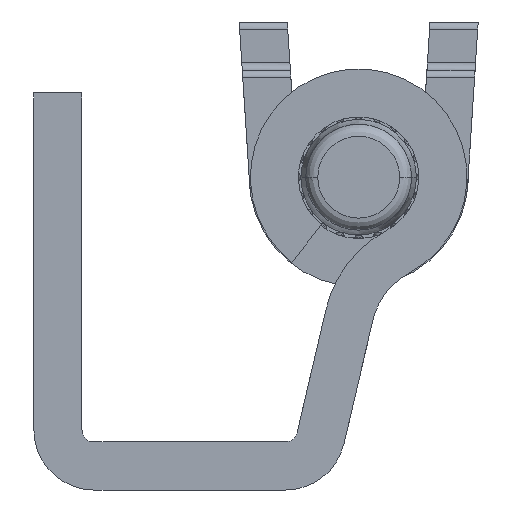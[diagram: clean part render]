
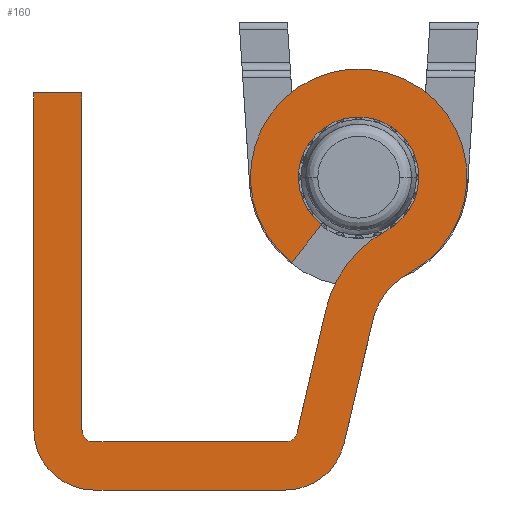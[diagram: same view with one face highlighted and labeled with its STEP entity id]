
A CAD part, front view. The second image highlights one B-rep face of the part: STEP entity #160.
In plain terms, the highlighted planar face has unit normal (0, -1, 0).
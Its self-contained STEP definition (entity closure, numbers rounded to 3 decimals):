
#160=ADVANCED_FACE('',(#314),#2621,.T.);
#314=FACE_OUTER_BOUND('',#472,.T.);
#472=EDGE_LOOP('',(#1248,#1249,#1250,#1251,#1252,#1253,#1254,#1255,#1256,
#1257,#1258,#1259,#1260,#1261,#1262,#1263));
#1248=ORIENTED_EDGE('',*,*,#1730,.F.);
#1249=ORIENTED_EDGE('',*,*,#1727,.F.);
#1250=ORIENTED_EDGE('',*,*,#1724,.F.);
#1251=ORIENTED_EDGE('',*,*,#1721,.F.);
#1252=ORIENTED_EDGE('',*,*,#1718,.F.);
#1253=ORIENTED_EDGE('',*,*,#1715,.F.);
#1254=ORIENTED_EDGE('',*,*,#1712,.F.);
#1255=ORIENTED_EDGE('',*,*,#1709,.F.);
#1256=ORIENTED_EDGE('',*,*,#1706,.F.);
#1257=ORIENTED_EDGE('',*,*,#1703,.F.);
#1258=ORIENTED_EDGE('',*,*,#1700,.F.);
#1259=ORIENTED_EDGE('',*,*,#1697,.F.);
#1260=ORIENTED_EDGE('',*,*,#1694,.F.);
#1261=ORIENTED_EDGE('',*,*,#1691,.F.);
#1262=ORIENTED_EDGE('',*,*,#1688,.F.);
#1263=ORIENTED_EDGE('',*,*,#1684,.F.);
#1684=EDGE_CURVE('',#2529,#2530,#2052,.T.);
#1688=EDGE_CURVE('',#2530,#2533,#2056,.T.);
#1691=EDGE_CURVE('',#2533,#2535,#2059,.T.);
#1694=EDGE_CURVE('',#2535,#2537,#2170,.T.);
#1697=EDGE_CURVE('',#2537,#2539,#2062,.T.);
#1700=EDGE_CURVE('',#2539,#2541,#2172,.T.);
#1703=EDGE_CURVE('',#2541,#2543,#2065,.T.);
#1706=EDGE_CURVE('',#2543,#2545,#2174,.T.);
#1709=EDGE_CURVE('',#2545,#2547,#2176,.T.);
#1712=EDGE_CURVE('',#2547,#2549,#2068,.T.);
#1715=EDGE_CURVE('',#2549,#2551,#2178,.T.);
#1718=EDGE_CURVE('',#2551,#2553,#2180,.T.);
#1721=EDGE_CURVE('',#2553,#2555,#2071,.T.);
#1724=EDGE_CURVE('',#2555,#2557,#2182,.T.);
#1727=EDGE_CURVE('',#2557,#2559,#2074,.T.);
#1730=EDGE_CURVE('',#2559,#2529,#2184,.T.);
#2052=B_SPLINE_CURVE_WITH_KNOTS('',1,(#5638,#5639),.UNSPECIFIED.,.F.,.F.,
(2,2),(-101.037,-87.037),.UNSPECIFIED.);
#2056=B_SPLINE_CURVE_WITH_KNOTS('',1,(#5646,#5647),.UNSPECIFIED.,.F.,.F.,
(2,2),(-87.037,-85.037),.UNSPECIFIED.);
#2059=B_SPLINE_CURVE_WITH_KNOTS('',1,(#5652,#5653),.UNSPECIFIED.,.F.,.F.,
(2,2),(-85.037,-71.119),.UNSPECIFIED.);
#2062=B_SPLINE_CURVE_WITH_KNOTS('',1,(#5666,#5667),.UNSPECIFIED.,.F.,.F.,
(2,2),(-67.215,-59.304),.UNSPECIFIED.);
#2065=B_SPLINE_CURVE_WITH_KNOTS('',1,(#5680,#5681),.UNSPECIFIED.,.F.,.F.,
(2,2),(-55.971,-50.656),.UNSPECIFIED.);
#2068=B_SPLINE_CURVE_WITH_KNOTS('',1,(#5702,#5703),.UNSPECIFIED.,.F.,.F.,
(2,2),(-35.201,-33.201),.UNSPECIFIED.);
#2071=B_SPLINE_CURVE_WITH_KNOTS('',1,(#5724,#5725),.UNSPECIFIED.,.F.,.F.,
(2,2),(-7.444,-2.066),.UNSPECIFIED.);
#2074=B_SPLINE_CURVE_WITH_KNOTS('',1,(#5738,#5739),.UNSPECIFIED.,.F.,.F.,
(2,2),(1.286,9.243),.UNSPECIFIED.);
#2170=TRIMMED_CURVE($,#2275,(#5659),(#5660),.T.,.CARTESIAN.);
#2172=TRIMMED_CURVE($,#2277,(#5673),(#5674),.T.,.CARTESIAN.);
#2174=TRIMMED_CURVE($,#2279,(#5687),(#5688),.T.,.CARTESIAN.);
#2176=TRIMMED_CURVE($,#2281,(#5695),(#5696),.T.,.CARTESIAN.);
#2178=TRIMMED_CURVE($,#2283,(#5709),(#5710),.T.,.CARTESIAN.);
#2180=TRIMMED_CURVE($,#2285,(#5717),(#5718),.T.,.CARTESIAN.);
#2182=TRIMMED_CURVE($,#2287,(#5731),(#5732),.T.,.CARTESIAN.);
#2184=TRIMMED_CURVE($,#2289,(#5745),(#5746),.T.,.CARTESIAN.);
#2275=CIRCLE('',#2918,0.5);
#2277=CIRCLE('',#2920,0.5);
#2279=CIRCLE('',#2922,5.001);
#2281=CIRCLE('',#2924,2.5);
#2283=CIRCLE('',#2926,4.5);
#2285=CIRCLE('',#2928,3.001);
#2287=CIRCLE('',#2930,2.5);
#2289=CIRCLE('',#2932,2.5);
#2529=VERTEX_POINT('',#5580);
#2530=VERTEX_POINT('',#5581);
#2533=VERTEX_POINT('',#5584);
#2535=VERTEX_POINT('',#5586);
#2537=VERTEX_POINT('',#5588);
#2539=VERTEX_POINT('',#5590);
#2541=VERTEX_POINT('',#5592);
#2543=VERTEX_POINT('',#5594);
#2545=VERTEX_POINT('',#5596);
#2547=VERTEX_POINT('',#5598);
#2549=VERTEX_POINT('',#5600);
#2551=VERTEX_POINT('',#5602);
#2553=VERTEX_POINT('',#5604);
#2555=VERTEX_POINT('',#5606);
#2557=VERTEX_POINT('',#5608);
#2559=VERTEX_POINT('',#5610);
#2621=PLANE('',#2916);
#2916=AXIS2_PLACEMENT_3D('',#5578,#3168,$);
#2918=AXIS2_PLACEMENT_3D($,#5658,#3170,#3171);
#2920=AXIS2_PLACEMENT_3D($,#5672,#3174,#3175);
#2922=AXIS2_PLACEMENT_3D($,#5686,#3178,#3179);
#2924=AXIS2_PLACEMENT_3D($,#5694,#3182,#3183);
#2926=AXIS2_PLACEMENT_3D($,#5708,#3186,#3187);
#2928=AXIS2_PLACEMENT_3D($,#5716,#3190,#3191);
#2930=AXIS2_PLACEMENT_3D($,#5730,#3194,#3195);
#2932=AXIS2_PLACEMENT_3D($,#5744,#3198,#3199);
#3168=DIRECTION('',(0.,-1.,0.));
#3170=DIRECTION('',(0.,-1.,0.));
#3171=DIRECTION('',(-1.,0.,0.));
#3174=DIRECTION('',(0.,-1.,0.));
#3175=DIRECTION('',(0.,0.,-1.));
#3178=DIRECTION('',(0.,1.,0.));
#3179=DIRECTION('',(-0.979,0.,0.202));
#3182=DIRECTION('',(0.,-1.,0.));
#3183=DIRECTION('',(0.468,0.,-0.884));
#3186=DIRECTION('',(0.,1.,0.));
#3187=DIRECTION('',(-0.617,0.,-0.787));
#3190=DIRECTION('',(0.,-1.,0.));
#3191=DIRECTION('',(-0.468,0.,0.884));
#3194=DIRECTION('',(0.,1.,0.));
#3195=DIRECTION('',(0.974,0.,-0.228));
#3198=DIRECTION('',(0.,1.,0.));
#3199=DIRECTION('',(0.,0.,-1.));
#5578=CARTESIAN_POINT('',(5.838,0.,-12.114));
#5580=CARTESIAN_POINT('',(-14.413,0.,-7.426));
#5581=CARTESIAN_POINT('',(-14.413,0.,6.574));
#5584=CARTESIAN_POINT('',(-12.413,0.,6.574));
#5586=CARTESIAN_POINT('',(-12.413,0.,-7.426));
#5588=CARTESIAN_POINT('',(-11.913,0.,-7.926));
#5590=CARTESIAN_POINT('',(-3.956,0.,-7.926));
#5592=CARTESIAN_POINT('',(-3.469,0.,-7.54));
#5594=CARTESIAN_POINT('',(-2.301,0.,-2.544));
#5596=CARTESIAN_POINT('',(0.257,0.,0.864));
#5598=CARTESIAN_POINT('',(-2.455,0.,1.106));
#5600=CARTESIAN_POINT('',(-3.688,0.,-0.469));
#5602=CARTESIAN_POINT('',(1.193,0.,-0.904));
#5604=CARTESIAN_POINT('',(-0.346,0.,-2.971));
#5606=CARTESIAN_POINT('',(-1.521,0.,-7.995));
#5608=CARTESIAN_POINT('',(-3.956,0.,-9.926));
#5610=CARTESIAN_POINT('',(-11.913,0.,-9.926));
#5638=CARTESIAN_POINT('',(-14.413,0.,-7.426));
#5639=CARTESIAN_POINT('',(-14.413,0.,6.574));
#5646=CARTESIAN_POINT('',(-14.413,0.,6.574));
#5647=CARTESIAN_POINT('',(-12.413,0.,6.574));
#5652=CARTESIAN_POINT('',(-12.413,0.,6.574));
#5653=CARTESIAN_POINT('',(-12.413,0.,-7.426));
#5658=CARTESIAN_POINT('',(-11.913,0.,-7.426));
#5659=CARTESIAN_POINT('',(-12.413,0.,-7.426));
#5660=CARTESIAN_POINT('',(-11.913,0.,-7.926));
#5666=CARTESIAN_POINT('',(-11.913,0.,-7.926));
#5667=CARTESIAN_POINT('',(-3.956,0.,-7.926));
#5672=CARTESIAN_POINT('',(-3.956,0.,-7.426));
#5673=CARTESIAN_POINT('',(-3.956,0.,-7.926));
#5674=CARTESIAN_POINT('',(-3.469,0.,-7.54));
#5680=CARTESIAN_POINT('',(-3.469,0.,-7.54));
#5681=CARTESIAN_POINT('',(-2.301,0.,-2.544));
#5686=CARTESIAN_POINT('',(2.597,0.,-3.555));
#5687=CARTESIAN_POINT('',(-2.301,0.,-2.544));
#5688=CARTESIAN_POINT('',(0.257,0.,0.864));
#5694=CARTESIAN_POINT('',(-0.913,0.,3.074));
#5695=CARTESIAN_POINT('',(0.257,0.,0.864));
#5696=CARTESIAN_POINT('',(-2.455,0.,1.106));
#5702=CARTESIAN_POINT('',(-2.455,0.,1.106));
#5703=CARTESIAN_POINT('',(-3.688,0.,-0.469));
#5708=CARTESIAN_POINT('',(-0.913,0.,3.074));
#5709=CARTESIAN_POINT('',(-3.688,0.,-0.469));
#5710=CARTESIAN_POINT('',(1.193,0.,-0.904));
#5716=CARTESIAN_POINT('',(2.597,0.,-3.555));
#5717=CARTESIAN_POINT('',(1.193,0.,-0.904));
#5718=CARTESIAN_POINT('',(-0.346,0.,-2.971));
#5724=CARTESIAN_POINT('',(-0.346,0.,-2.971));
#5725=CARTESIAN_POINT('',(-1.521,0.,-7.995));
#5730=CARTESIAN_POINT('',(-3.956,0.,-7.426));
#5731=CARTESIAN_POINT('',(-1.521,0.,-7.995));
#5732=CARTESIAN_POINT('',(-3.956,0.,-9.926));
#5738=CARTESIAN_POINT('',(-3.956,0.,-9.926));
#5739=CARTESIAN_POINT('',(-11.913,0.,-9.926));
#5744=CARTESIAN_POINT('',(-11.913,0.,-7.426));
#5745=CARTESIAN_POINT('',(-11.913,0.,-9.926));
#5746=CARTESIAN_POINT('',(-14.413,0.,-7.426));
